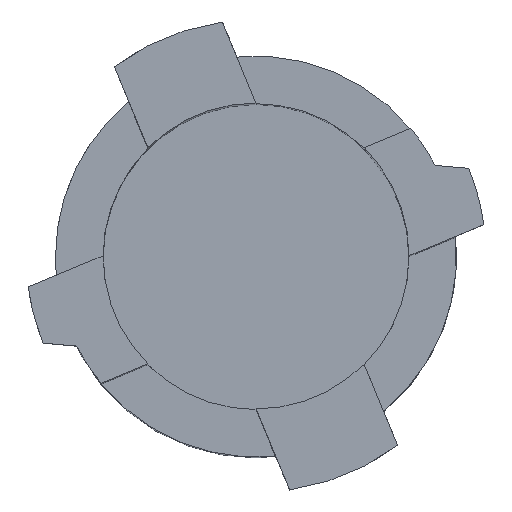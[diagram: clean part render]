
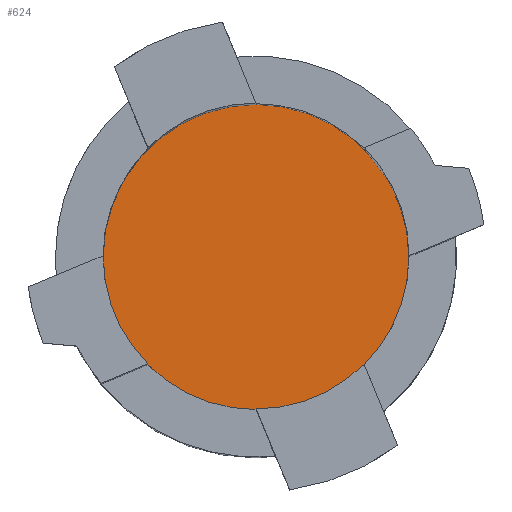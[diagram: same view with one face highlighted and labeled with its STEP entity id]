
A CAD part, top view. The second image highlights one B-rep face of the part: STEP entity #624.
In plain terms, the highlighted planar face has unit normal (0, 0, 1).
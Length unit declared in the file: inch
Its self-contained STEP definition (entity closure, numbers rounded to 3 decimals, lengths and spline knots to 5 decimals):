
#42=PLANE('',#704);
#189=FACE_OUTER_BOUND('',#222,.T.);
#222=EDGE_LOOP('',(#588));
#255=CIRCLE('',#699,0.131);
#315=VERTEX_POINT('',#1104);
#404=EDGE_CURVE('',#315,#315,#255,.T.);
#588=ORIENTED_EDGE('',*,*,#404,.T.);
#624=ADVANCED_FACE('',(#189),#42,.T.);
#699=AXIS2_PLACEMENT_3D('',#1106,#879,#880);
#704=AXIS2_PLACEMENT_3D('',#1113,#891,#892);
#879=DIRECTION('center_axis',(0.,0.,1.));
#880=DIRECTION('ref_axis',(1.,0.,0.));
#891=DIRECTION('center_axis',(0.,0.,1.));
#892=DIRECTION('ref_axis',(1.,0.,0.));
#1104=CARTESIAN_POINT('',(-0.131,0.,0.045));
#1106=CARTESIAN_POINT('Origin',(0.,0.,0.045));
#1113=CARTESIAN_POINT('Origin',(0.,0.,0.045));
